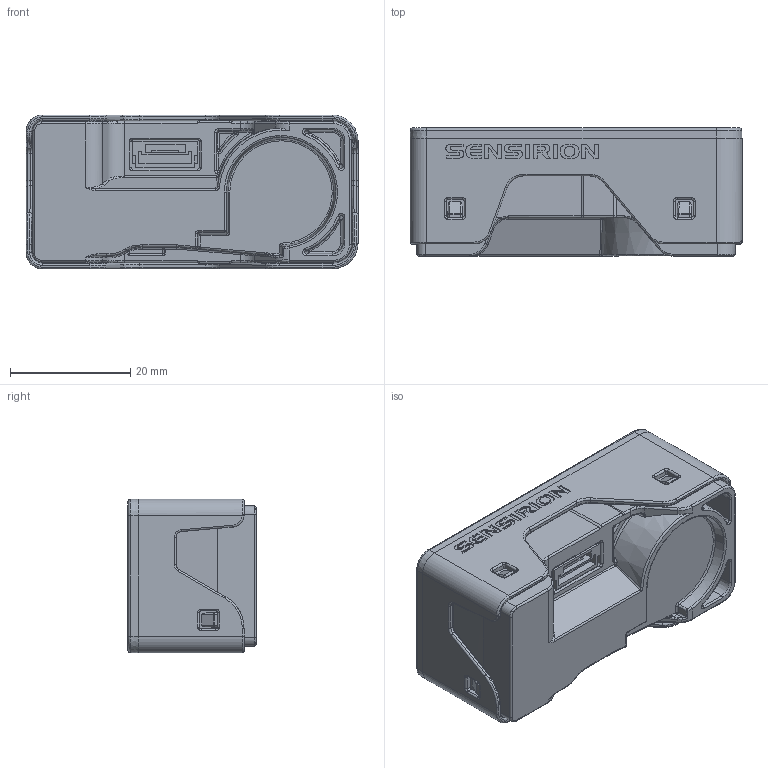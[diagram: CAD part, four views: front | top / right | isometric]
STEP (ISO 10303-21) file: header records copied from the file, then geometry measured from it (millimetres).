
FILE_DESCRIPTION (( 'STEP AP214' ), '1' );
FILE_NAME ('174047_Publication ModeL.STEP', '2024-09-12T15:23:11', ( '' ), ( '' ), 'SwSTEP 2.0', 'SolidWorks 2023', '' );
FILE_SCHEMA (( 'AUTOMOTIVE_DESIGN' ));
Length unit declared in the file: millimetre
Products named in the file (1): 174047_Publication ModeL
Bounding box: 55.2 x 21.3 x 25.6 mm (x, y, z)
Volume: 24165.7 mm3; surface area: 12474.9 mm2
Topology: 1 solids, 1 shells, 1345 faces, 3400 edges, 2082 vertices
Faces by surface type: plane 482, bspline 448, cylinder 273, torus 83, cone 59
Entity records: 73440 total; most frequent: CARTESIAN_POINT 30086, ORIENTED_EDGE 6742, DIRECTION 4646, EDGE_CURVE 3371, VERTEX_POINT 2082, VECTOR 1698, LINE 1698, AXIS2_PLACEMENT_3D 1474
